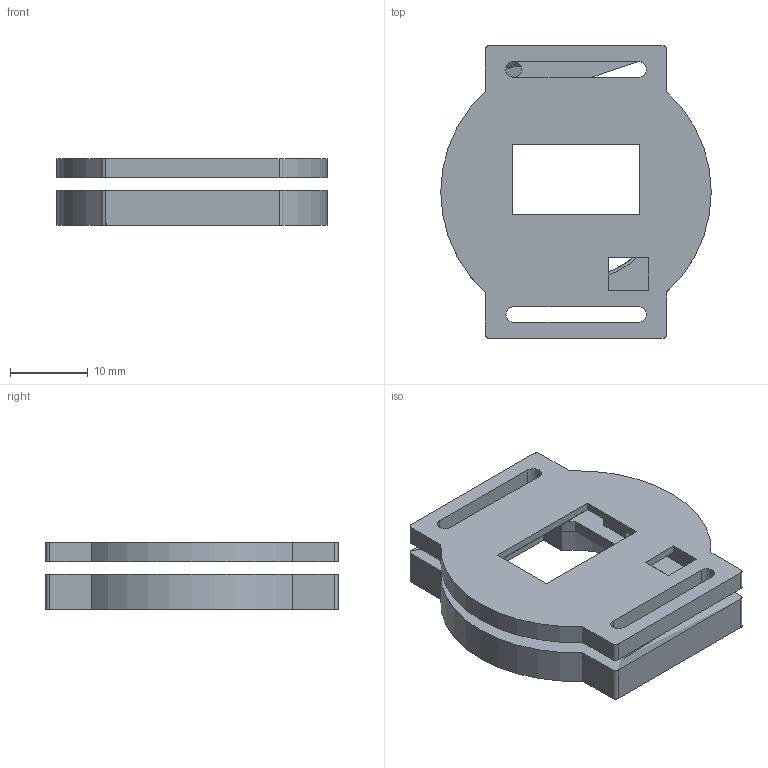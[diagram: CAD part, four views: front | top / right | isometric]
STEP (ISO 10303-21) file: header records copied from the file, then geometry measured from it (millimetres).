
FILE_DESCRIPTION(('FreeCAD Model'),'2;1');
FILE_NAME('Fusion001.step','2020-08-25T13:36:19',( 'kicad StepUp'),('ksu MCAD'),'Open CASCADE STEP processor 7.3', 'FreeCAD','Unknown');
FILE_SCHEMA(('AUTOMOTIVE_DESIGN { 1 0 10303 214 1 1 1 1 }'));
Length unit declared in the file: millimetre
Products named in the file (1): Fusion001
Bounding box: 34.76 x 37.59 x 8.6 mm (x, y, z)
Volume: 4361.4 mm3; surface area: 4952.7 mm2
Topology: 2 solids, 2 shells, 97 faces, 287 edges, 188 vertices
Faces by surface type: plane 75, cylinder 22
Entity records: 3297 total; most frequent: ORIENTED_EDGE 580, CARTESIAN_POINT 575, DIRECTION 537, EDGE_CURVE 290, LINE 239, VECTOR 239, VERTEX_POINT 187, AXIS2_PLACEMENT_3D 149
